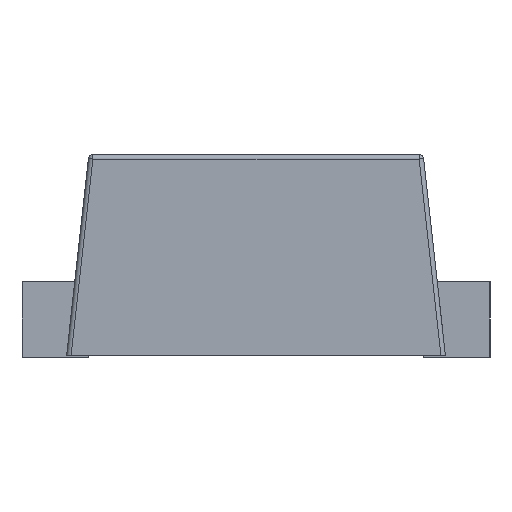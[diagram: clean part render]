
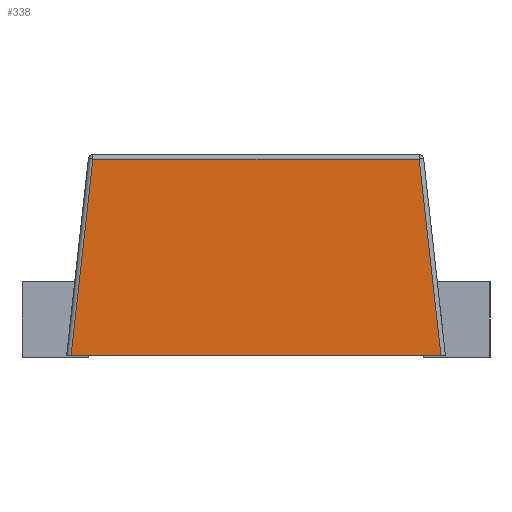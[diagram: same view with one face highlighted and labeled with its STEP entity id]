
A CAD part, left-side view. The second image highlights one B-rep face of the part: STEP entity #338.
In plain terms, the highlighted planar face has unit normal (-1, 0, 0).
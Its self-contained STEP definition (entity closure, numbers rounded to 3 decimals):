
#15 = VECTOR ( 'NONE', #2578, 1000. ) ;
#317 = DIRECTION ( 'NONE',  ( 0., -0.11, 0.994 ) ) ;
#338 = ADVANCED_FACE ( 'NONE', ( #5997 ), #2724, .F. ) ;
#736 = LINE ( 'NONE', #1853, #4955 ) ;
#1076 = DIRECTION ( 'NONE',  ( 1., 0., 0. ) ) ;
#1595 = LINE ( 'NONE', #4320, #15 ) ;
#1850 = ORIENTED_EDGE ( 'NONE', *, *, #6681, .F. ) ;
#1853 = CARTESIAN_POINT ( 'NONE',  ( 0., 0.85, 0. ) ) ;
#1870 = ORIENTED_EDGE ( 'NONE', *, *, #3301, .F. ) ;
#1964 = VECTOR ( 'NONE', #317, 1000. ) ;
#2066 = EDGE_LOOP ( 'NONE', ( #1850, #1870, #6381, #5138 ) ) ;
#2126 = CARTESIAN_POINT ( 'NONE',  ( 0., 0.791, 0.44 ) ) ;
#2183 = VERTEX_POINT ( 'NONE', #3372 ) ;
#2241 = EDGE_CURVE ( 'NONE', #3172, #2183, #736, .T. ) ;
#2578 = DIRECTION ( 'NONE',  ( 0., -0.11, -0.994 ) ) ;
#2724 = PLANE ( 'NONE',  #6901 ) ;
#2944 = DIRECTION ( 'NONE',  ( 0., 1., 0. ) ) ;
#3172 = VERTEX_POINT ( 'NONE', #4047 ) ;
#3301 = EDGE_CURVE ( 'NONE', #5067, #4800, #3893, .T. ) ;
#3372 = CARTESIAN_POINT ( 'NONE',  ( 0., 0.84, 0. ) ) ;
#3893 = LINE ( 'NONE', #4511, #4857 ) ;
#4047 = CARTESIAN_POINT ( 'NONE',  ( 0., 0.01, 0. ) ) ;
#4155 = EDGE_CURVE ( 'NONE', #2183, #5067, #5793, .T. ) ;
#4320 = CARTESIAN_POINT ( 'NONE',  ( 0., 0.059, 0.44 ) ) ;
#4511 = CARTESIAN_POINT ( 'NONE',  ( 0., 0., 0.44 ) ) ;
#4800 = VERTEX_POINT ( 'NONE', #6881 ) ;
#4857 = VECTOR ( 'NONE', #6736, 1000. ) ;
#4955 = VECTOR ( 'NONE', #2944, 1000. ) ;
#5067 = VERTEX_POINT ( 'NONE', #2126 ) ;
#5138 = ORIENTED_EDGE ( 'NONE', *, *, #2241, .F. ) ;
#5486 = DIRECTION ( 'NONE',  ( 0., 1., 0. ) ) ;
#5793 = LINE ( 'NONE', #6933, #1964 ) ;
#5997 = FACE_OUTER_BOUND ( 'NONE', #2066, .T. ) ;
#6381 = ORIENTED_EDGE ( 'NONE', *, *, #4155, .F. ) ;
#6681 = EDGE_CURVE ( 'NONE', #4800, #3172, #1595, .T. ) ;
#6736 = DIRECTION ( 'NONE',  ( 0., -1., 0. ) ) ;
#6881 = CARTESIAN_POINT ( 'NONE',  ( 0., 0.059, 0.44 ) ) ;
#6901 = AXIS2_PLACEMENT_3D ( 'NONE', #7158, #1076, #5486 ) ;
#6933 = CARTESIAN_POINT ( 'NONE',  ( 0., 0.84, -0.001 ) ) ;
#7158 = CARTESIAN_POINT ( 'NONE',  ( 0., 0., 0.45 ) ) ;
